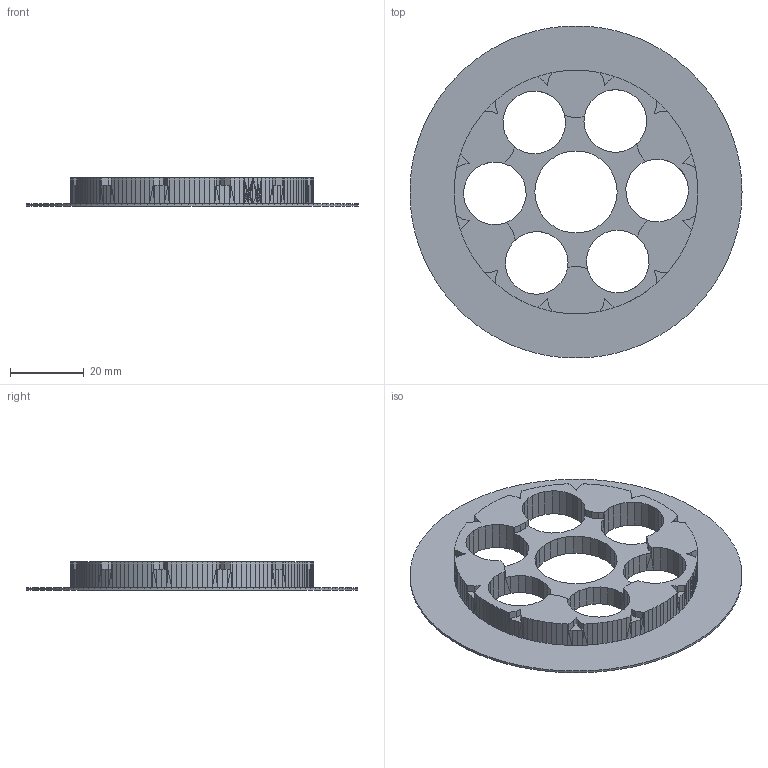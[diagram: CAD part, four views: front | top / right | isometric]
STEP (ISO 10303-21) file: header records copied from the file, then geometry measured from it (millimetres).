
FILE_DESCRIPTION(('FreeCAD Model'),'2;1');
FILE_NAME('Snelle_w_torx_qty_4.step','2017-05-30T13:57:24',('Author'),(''), 'Open CASCADE STEP processor 6.8','FreeCAD','Unknown');
FILE_SCHEMA(('AUTOMOTIVE_DESIGN_CC2 { 1 2 10303 214 -1 1 5 4 }'));
Length unit declared in the file: millimetre
Products named in the file (2): ASSEMBLY; Solid
Assembly tree (1 placements, depth 2):
  ASSEMBLY
    Solid
Bounding box: 90 x 89.98 x 7.62 mm (x, y, z)
Volume: 13530 mm3; surface area: 13612.1 mm2
Topology: 1 solids, 1 shells, 774 faces, 2036 edges, 1256 vertices
Faces by surface type: plane 774
Entity records: 49252 total; most frequent: CARTESIAN_POINT 8379, DIRECTION 7421, LINE 5869, VECTOR 5869, ORIENTED_EDGE 4072, PCURVE 4072, DEFINITIONAL_REPRESENTATION 4072, EDGE_CURVE 2036
